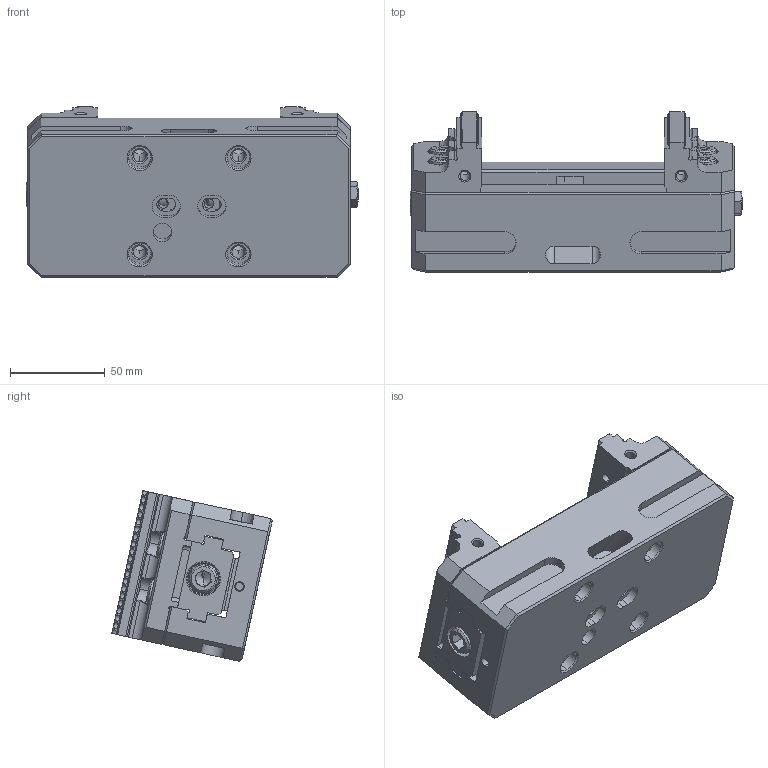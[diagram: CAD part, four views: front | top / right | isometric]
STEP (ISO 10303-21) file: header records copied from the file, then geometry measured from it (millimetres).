
FILE_DESCRIPTION (( 'STEP AP214' ), '1' );
FILE_NAME ('ASC-77X170S-2¤äÁ³µ·«¬.STEP', '2022-06-02T04:02:54', ( '' ), ( '' ), 'SwSTEP 2.0', 'SolidWorks 2013', '' );
FILE_SCHEMA (( 'AUTOMOTIVE_DESIGN' ));
Length unit declared in the file: millimetre
Products named in the file (9): 修改上鎖2支螺絲 -ASC-77X130S-角牙座長度36; ASC-77X130-固定塊; ASC-77X130S-µw¤öªø«×37-¤WÂê2¤äÁ³µ·; 側蓋; 冊頭-M3X10_B18.3.5M - 3 x 0.5 x 10 Socket FCHS  -- 10N; ASC-77X170S-2支螺絲型; ASC-77X170S-角牙; ASC-77X170S-本台-修改; CAP-8X30L_B18.3.1M - 8 x 1.25 x 30 Hex SHCS -- 30NHX
Assembly tree (16 placements, depth 2):
  ASC-77X170S-2支螺絲型
    冊頭-M3X10_B18.3.5M - 3 x 0.5 x 10 Socket FCHS  -- 10N  x4
    ASC-77X130-固定塊
    側蓋
    CAP-8X30L_B18.3.1M - 8 x 1.25 x 30 Hex SHCS -- 30NHX  x4
    ASC-77X170S-本台-修改
    ASC-77X170S-角牙
    ASC-77X130S-µw¤öªø«×37-¤WÂê2¤äÁ³µ·  x2
    修改上鎖2支螺絲 -ASC-77X130S-角牙座長度36  x2
Bounding box: 175 x 84.58 x 89.93 mm (x, y, z)
Volume: 510280.5 mm3; surface area: 134943.5 mm2
Topology: 16 solids, 16 shells, 1067 faces, 2792 edges, 1760 vertices
Faces by surface type: plane 475, cylinder 406, cone 152, bspline 34
Entity records: 30550 total; most frequent: CARTESIAN_POINT 7584, ORIENTED_EDGE 3324, DIRECTION 3195, EDGE_CURVE 1662, AXIS2_PLACEMENT_3D 1102, VERTEX_POINT 1069, LINE 991, VECTOR 991
